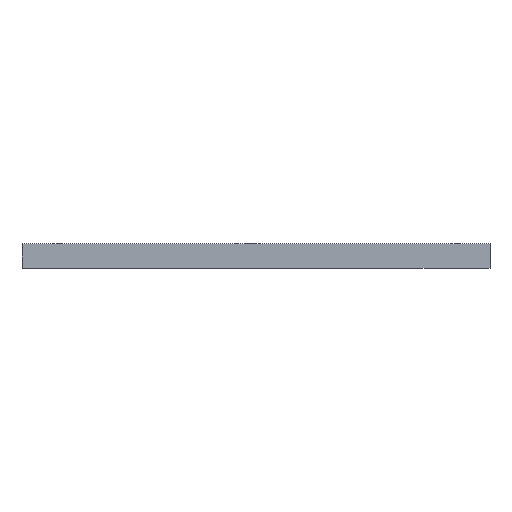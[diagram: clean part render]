
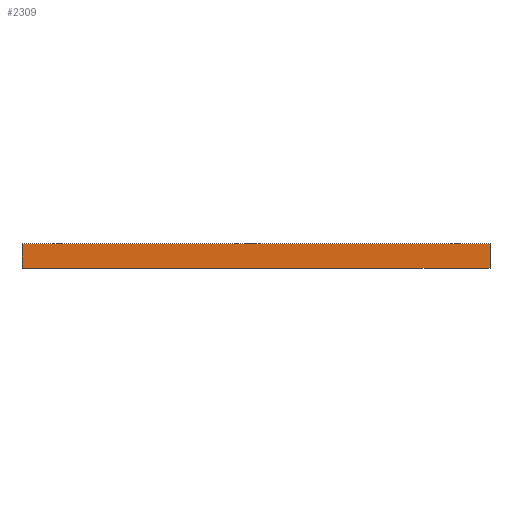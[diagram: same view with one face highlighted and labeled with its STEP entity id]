
A CAD part, front view. The second image highlights one B-rep face of the part: STEP entity #2309.
In plain terms, the highlighted planar face has unit normal (0, -1, 0).
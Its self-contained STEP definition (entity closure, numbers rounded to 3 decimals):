
#2289=AXIS2_PLACEMENT_3D('Plane Axis2P3D',#2286,#2287,#2288) ;
#81=CARTESIAN_POINT('Vertex',(0.,0.,0.)) ;
#84=CARTESIAN_POINT('Line Origine',(0.,0.,3.175)) ;
#88=CARTESIAN_POINT('Vertex',(0.,0.,6.35)) ;
#254=CARTESIAN_POINT('Vertex',(120.,0.,0.)) ;
#257=CARTESIAN_POINT('Line Origine',(60.,0.,0.)) ;
#2286=CARTESIAN_POINT('Axis2P3D Location',(0.,0.,0.)) ;
#2291=CARTESIAN_POINT('Line Origine',(120.,0.,3.175)) ;
#2295=CARTESIAN_POINT('Vertex',(120.,0.,6.35)) ;
#2298=CARTESIAN_POINT('Line Origine',(60.,0.,6.35)) ;
#85=DIRECTION('Vector Direction',(0.,0.,1.)) ;
#258=DIRECTION('Vector Direction',(1.,0.,0.)) ;
#2287=DIRECTION('Axis2P3D Direction',(0.,-1.,0.)) ;
#2288=DIRECTION('Axis2P3D XDirection',(1.,0.,0.)) ;
#2292=DIRECTION('Vector Direction',(0.,0.,1.)) ;
#2299=DIRECTION('Vector Direction',(1.,0.,0.)) ;
#86=VECTOR('Line Direction',#85,1.) ;
#259=VECTOR('Line Direction',#258,1.) ;
#2293=VECTOR('Line Direction',#2292,1.) ;
#2300=VECTOR('Line Direction',#2299,1.) ;
#2304=ORIENTED_EDGE('',*,*,#90,.F.) ;
#2305=ORIENTED_EDGE('',*,*,#261,.T.) ;
#2306=ORIENTED_EDGE('',*,*,#2297,.T.) ;
#2307=ORIENTED_EDGE('',*,*,#2302,.F.) ;
#2309=ADVANCED_FACE('PartBody',(#2308),#2290,.T.) ;
#90=EDGE_CURVE('',#82,#89,#87,.T.) ;
#261=EDGE_CURVE('',#82,#255,#260,.T.) ;
#2297=EDGE_CURVE('',#255,#2296,#2294,.T.) ;
#2302=EDGE_CURVE('',#89,#2296,#2301,.T.) ;
#2303=EDGE_LOOP('',(#2304,#2305,#2306,#2307)) ;
#2308=FACE_OUTER_BOUND('',#2303,.T.) ;
#87=LINE('Line',#84,#86) ;
#260=LINE('Line',#257,#259) ;
#2294=LINE('Line',#2291,#2293) ;
#2301=LINE('Line',#2298,#2300) ;
#2290=PLANE('',#2289) ;
#82=VERTEX_POINT('',#81) ;
#89=VERTEX_POINT('',#88) ;
#255=VERTEX_POINT('',#254) ;
#2296=VERTEX_POINT('',#2295) ;
